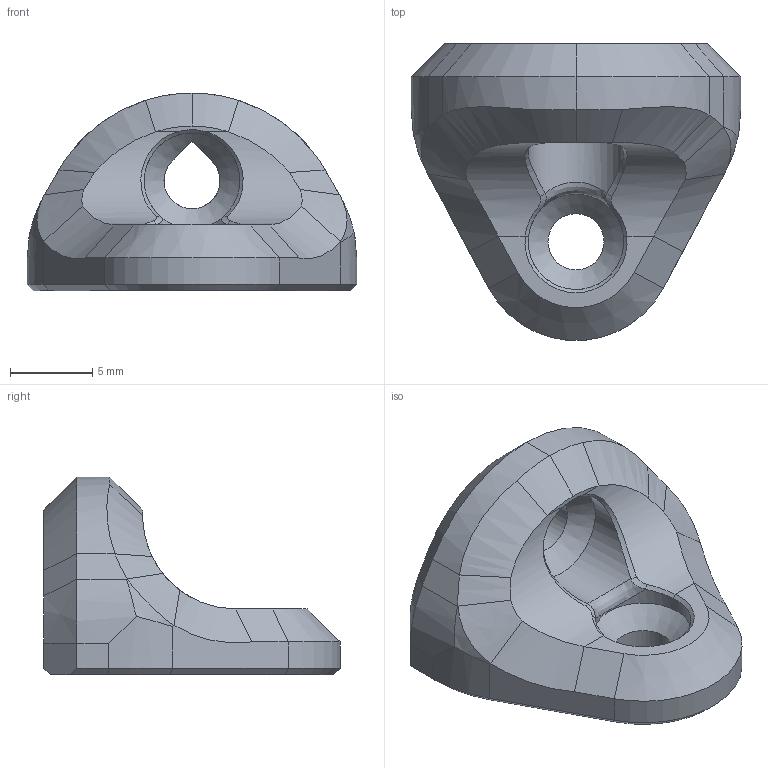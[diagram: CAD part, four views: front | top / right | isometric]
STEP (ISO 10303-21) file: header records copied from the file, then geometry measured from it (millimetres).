
FILE_DESCRIPTION(('STEP AP242'), '1');
FILE_NAME('赶鎀鍧', '', ('UNSPECIFIED'), ('UNSPECIFIED'), 'C3D Converter', 'C3D Toolkit', '');
FILE_SCHEMA(('AP242_MANAGED_MODEL_BASED_3D_ENGINEERING_MIM_LF { 1 0 10303 442 1 1 4 }'));
Length unit declared in the file: millimetre
Products named in the file (4): -05; -04
Assembly tree (4 placements, depth 3):
  (unnamed)
    -05
      (unnamed)
    -04
      (unnamed)
Bounding box: 20 x 17.98 x 12 mm (x, y, z)
Volume: 1556.4 mm3; surface area: 1023.2 mm2
Topology: 1 solids, 1 shells, 67 faces, 165 edges, 98 vertices
Faces by surface type: plane 23, bspline 16, cylinder 15, cone 13
Full cylindrical faces by diameter (mm): 3.4 x1, 5.8 x2
Entity records: 3319 total; most frequent: CARTESIAN_POINT 1664, ORIENTED_EDGE 320, DIRECTION 252, EDGE_CURVE 160, VERTEX_POINT 98, AXIS2_PLACEMENT_3D 86, LINE 80, VECTOR 80
